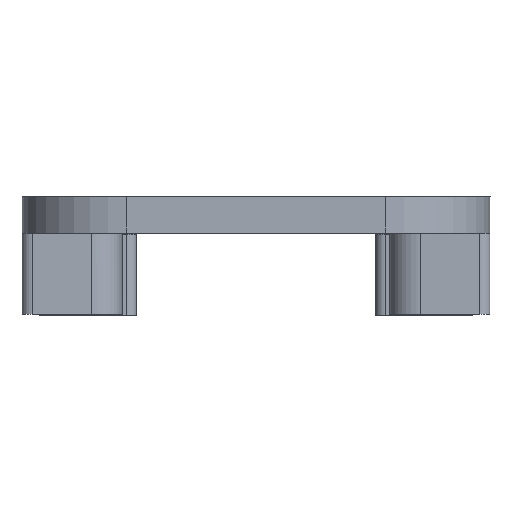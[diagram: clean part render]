
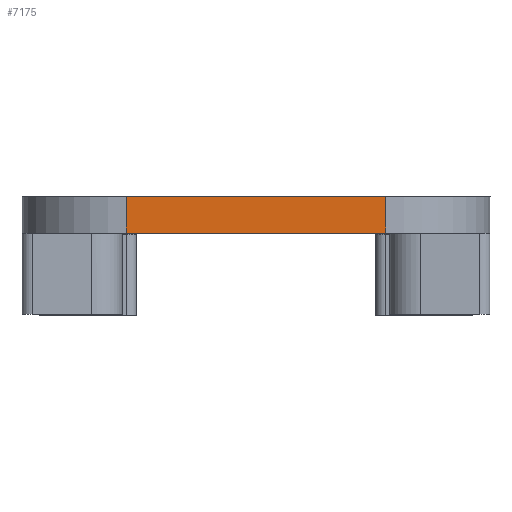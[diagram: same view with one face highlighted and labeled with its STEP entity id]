
A CAD part, top view. The second image highlights one B-rep face of the part: STEP entity #7175.
In plain terms, the highlighted planar face has unit normal (0, 0, 1).
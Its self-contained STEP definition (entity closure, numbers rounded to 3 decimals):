
#997=FACE_OUTER_BOUND('',#1397,.T.);
#1397=EDGE_LOOP('',(#6577,#6578,#6579,#6580));
#1782=LINE('',#11909,#2439);
#2022=LINE('',#12795,#2679);
#2024=LINE('',#12803,#2681);
#2060=LINE('',#12911,#2717);
#2439=VECTOR('',#8968,10.);
#2679=VECTOR('',#9726,10.);
#2681=VECTOR('',#9736,10.);
#2717=VECTOR('',#9876,10.);
#3186=VERTEX_POINT('',#11905);
#3187=VERTEX_POINT('',#11907);
#3406=VERTEX_POINT('',#12793);
#3408=VERTEX_POINT('',#12801);
#4078=EDGE_CURVE('',#3186,#3187,#1782,.T.);
#4442=EDGE_CURVE('',#3406,#3187,#2022,.F.);
#4446=EDGE_CURVE('',#3408,#3406,#2024,.T.);
#4496=EDGE_CURVE('',#3408,#3186,#2060,.T.);
#6577=ORIENTED_EDGE('',*,*,#4442,.F.);
#6578=ORIENTED_EDGE('',*,*,#4446,.F.);
#6579=ORIENTED_EDGE('',*,*,#4496,.T.);
#6580=ORIENTED_EDGE('',*,*,#4078,.T.);
#6820=PLANE('',#7858);
#7175=ADVANCED_FACE('',(#997),#6820,.T.);
#7858=AXIS2_PLACEMENT_3D('',#12910,#9874,#9875);
#8968=DIRECTION('',(0.,1.,0.));
#9726=DIRECTION('',(-1.,0.,0.));
#9736=DIRECTION('',(0.,1.,0.));
#9874=DIRECTION('center_axis',(0.,0.,
1.));
#9875=DIRECTION('ref_axis',(1.,0.,0.));
#9876=DIRECTION('',(1.,0.,0.));
#11905=CARTESIAN_POINT('',(32.612,12.,63.3));
#11907=CARTESIAN_POINT('',(32.612,15.5,63.3));
#11909=CARTESIAN_POINT('',(32.612,12.1,63.3));
#12793=CARTESIAN_POINT('',(7.612,15.5,63.3));
#12795=CARTESIAN_POINT('',(8.699,15.5,63.3));
#12801=CARTESIAN_POINT('',(7.612,12.,63.3));
#12803=CARTESIAN_POINT('',(7.612,12.1,63.3));
#12910=CARTESIAN_POINT('Origin',(-2.714,8.7,63.3));
#12911=CARTESIAN_POINT('',(8.726,12.,63.3));
